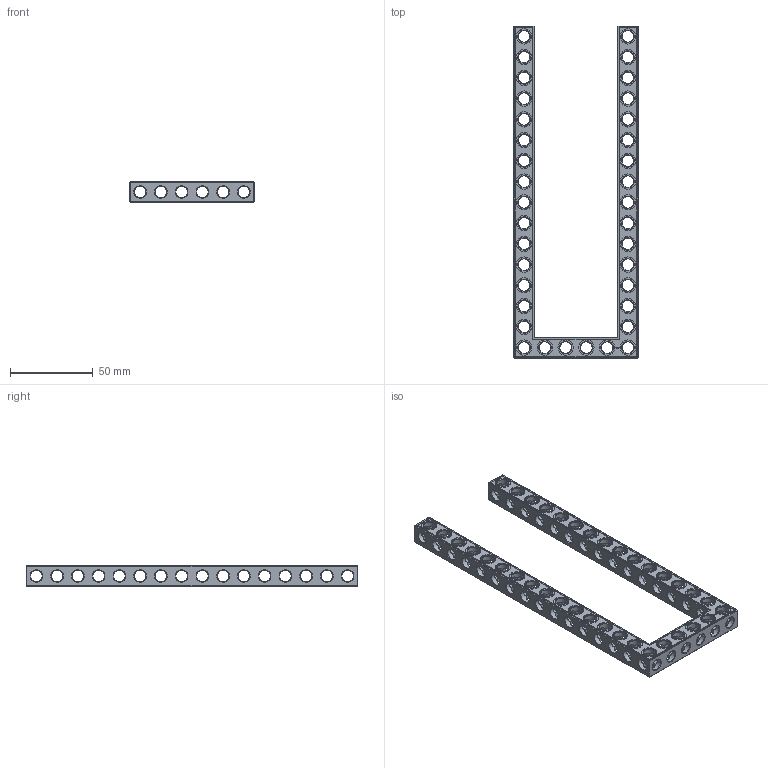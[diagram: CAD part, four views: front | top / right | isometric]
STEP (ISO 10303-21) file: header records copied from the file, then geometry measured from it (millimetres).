
FILE_DESCRIPTION(('FreeCAD Model'),'2;1');
FILE_NAME('Open CASCADE Shape Model','2022-02-23T19:28:34',( 'Paulo Kiefe'),('STEMFIE.org'),'Open CASCADE STEP processor 7.5', 'FreeCAD','Unknown');
FILE_SCHEMA(('AUTOMOTIVE_DESIGN { 1 0 10303 214 1 1 1 1 }'));
Products named in the file (1): Beam AGD ESS USH SYM BU06x16x01 - SPN-BEM-0372 (stemfie.org)
Bounding box: 75 x 200 x 12.5 mm (x, y, z)
Volume: 35185.6 mm3; surface area: 31421.5 mm2
Topology: 1 solids, 1 shells, 927 faces, 2809 edges, 1808 vertices
Faces by surface type: plane 412, cylinder 217, extrusion 152, cone 146
Full cylindrical faces by diameter (mm): 6.98 x34, 7 x147, 9.2 x36
Entity records: 224625 total; most frequent: CARTESIAN_POINT 172386, DIRECTION 8375, ORIENTED_EDGE 5618, PCURVE 5618, DEFINITIONAL_REPRESENTATION 5618, VECTOR 5337, LINE 5185, EDGE_CURVE 2809
